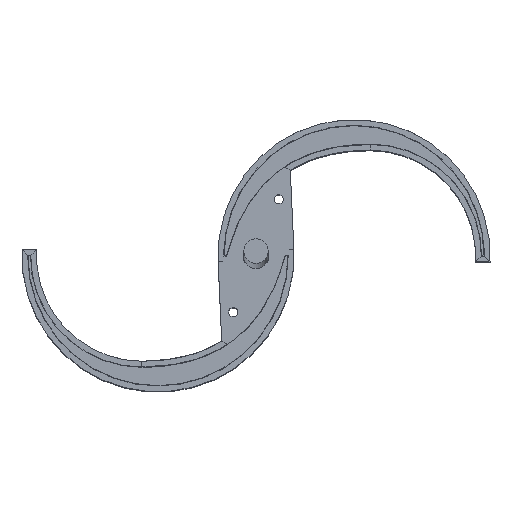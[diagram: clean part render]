
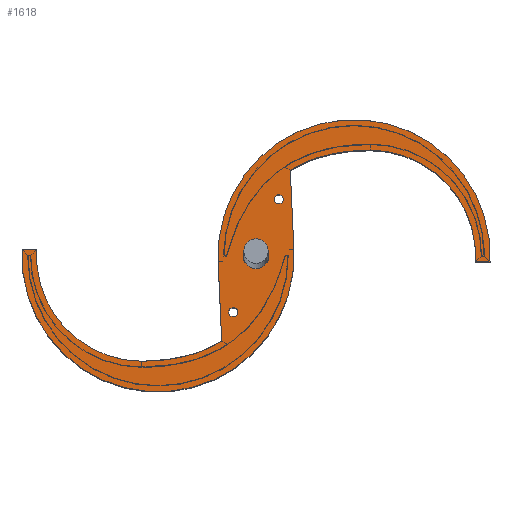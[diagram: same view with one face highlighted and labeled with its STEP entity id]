
A CAD part, top view. The second image highlights one B-rep face of the part: STEP entity #1618.
In plain terms, the highlighted planar face has unit normal (0, 0, 1).
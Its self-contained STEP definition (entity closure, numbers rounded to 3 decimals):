
#60=FACE_BOUND('',#331,.T.);
#61=FACE_BOUND('',#332,.T.);
#62=FACE_BOUND('',#333,.T.);
#122=CIRCLE('',#1727,44.75);
#123=CIRCLE('',#1730,34.7);
#135=CIRCLE('',#1754,1.5);
#136=CIRCLE('',#1756,1.5);
#137=CIRCLE('',#1758,4.25);
#138=CIRCLE('',#1760,34.7);
#139=CIRCLE('',#1763,44.75);
#228=FACE_OUTER_BOUND('',#330,.T.);
#330=EDGE_LOOP('',(#1232,#1233,#1234,#1235,#1236,#1237,#1238,#1239,#1240,
#1241));
#331=EDGE_LOOP('',(#1242));
#332=EDGE_LOOP('',(#1243));
#333=EDGE_LOOP('',(#1244));
#417=B_SPLINE_CURVE_WITH_KNOTS('',3,(#2545,#2546,#2547,#2548,#2549,#2550,
#2551),.UNSPECIFIED.,.F.,.F.,(4,3,4),(-0.433,-0.066,
0.),.UNSPECIFIED.);
#424=B_SPLINE_CURVE_WITH_KNOTS('',3,(#2716,#2717,#2718,#2719,#2720,#2721,
#2722),.UNSPECIFIED.,.F.,.F.,(4,3,4),(-0.433,-0.066,
0.),.UNSPECIFIED.);
#454=LINE('',#2519,#576);
#458=LINE('',#2528,#580);
#482=LINE('',#2726,#604);
#485=LINE('',#2733,#607);
#576=VECTOR('',#1925,10.);
#580=VECTOR('',#1935,10.);
#604=VECTOR('',#2025,10.);
#607=VECTOR('',#2034,10.);
#705=VERTEX_POINT('',#2516);
#706=VERTEX_POINT('',#2518);
#707=VERTEX_POINT('',#2522);
#708=VERTEX_POINT('',#2526);
#709=VERTEX_POINT('',#2543);
#710=VERTEX_POINT('',#2553);
#734=VERTEX_POINT('',#2686);
#735=VERTEX_POINT('',#2690);
#736=VERTEX_POINT('',#2694);
#737=VERTEX_POINT('',#2698);
#738=VERTEX_POINT('',#2715);
#739=VERTEX_POINT('',#2725);
#740=VERTEX_POINT('',#2729);
#864=EDGE_CURVE('',#706,#705,#454,.T.);
#867=EDGE_CURVE('',#705,#707,#122,.T.);
#869=EDGE_CURVE('',#707,#708,#458,.T.);
#871=EDGE_CURVE('',#708,#709,#417,.T.);
#873=EDGE_CURVE('',#709,#710,#123,.T.);
#907=EDGE_CURVE('',#734,#734,#135,.T.);
#909=EDGE_CURVE('',#735,#735,#136,.T.);
#911=EDGE_CURVE('',#736,#736,#137,.T.);
#913=EDGE_CURVE('',#737,#706,#138,.T.);
#915=EDGE_CURVE('',#738,#737,#424,.T.);
#917=EDGE_CURVE('',#739,#738,#482,.T.);
#919=EDGE_CURVE('',#740,#739,#139,.T.);
#921=EDGE_CURVE('',#710,#740,#485,.T.);
#1232=ORIENTED_EDGE('',*,*,#864,.T.);
#1233=ORIENTED_EDGE('',*,*,#867,.T.);
#1234=ORIENTED_EDGE('',*,*,#869,.T.);
#1235=ORIENTED_EDGE('',*,*,#871,.T.);
#1236=ORIENTED_EDGE('',*,*,#873,.T.);
#1237=ORIENTED_EDGE('',*,*,#921,.T.);
#1238=ORIENTED_EDGE('',*,*,#919,.T.);
#1239=ORIENTED_EDGE('',*,*,#917,.T.);
#1240=ORIENTED_EDGE('',*,*,#915,.T.);
#1241=ORIENTED_EDGE('',*,*,#913,.T.);
#1242=ORIENTED_EDGE('',*,*,#911,.T.);
#1243=ORIENTED_EDGE('',*,*,#909,.T.);
#1244=ORIENTED_EDGE('',*,*,#907,.T.);
#1550=PLANE('',#1765);
#1618=ADVANCED_FACE('',(#228,#60,#61,#62),#1550,.T.);
#1727=AXIS2_PLACEMENT_3D('',#2524,#1930,#1931);
#1730=AXIS2_PLACEMENT_3D('',#2555,#1940,#1941);
#1754=AXIS2_PLACEMENT_3D('',#2687,#2004,#2005);
#1756=AXIS2_PLACEMENT_3D('',#2691,#2009,#2010);
#1758=AXIS2_PLACEMENT_3D('',#2695,#2014,#2015);
#1760=AXIS2_PLACEMENT_3D('',#2699,#2019,#2020);
#1763=AXIS2_PLACEMENT_3D('',#2730,#2029,#2030);
#1765=AXIS2_PLACEMENT_3D('',#2734,#2035,#2036);
#1925=DIRECTION('',(-1.,0.,0.));
#1930=DIRECTION('center_axis',(0.,0.,1.));
#1931=DIRECTION('ref_axis',(-0.999,0.045,0.));
#1935=DIRECTION('',(-0.045,0.999,0.));
#1940=DIRECTION('center_axis',(0.,0.,-1.));
#1941=DIRECTION('ref_axis',(0.998,-0.058,0.));
#2004=DIRECTION('center_axis',(0.,0.,-1.));
#2005=DIRECTION('ref_axis',(1.,0.,0.));
#2009=DIRECTION('center_axis',(0.,0.,-1.));
#2010=DIRECTION('ref_axis',(1.,0.,0.));
#2014=DIRECTION('center_axis',(0.,0.,-1.));
#2015=DIRECTION('ref_axis',(1.,0.,0.));
#2019=DIRECTION('center_axis',(0.,0.,-1.));
#2020=DIRECTION('ref_axis',(-0.998,0.058,0.));
#2025=DIRECTION('',(0.045,-0.999,0.));
#2029=DIRECTION('center_axis',(0.,0.,1.));
#2030=DIRECTION('ref_axis',(0.999,-0.045,0.));
#2034=DIRECTION('',(1.,0.,0.));
#2035=DIRECTION('center_axis',(0.,0.,1.));
#2036=DIRECTION('ref_axis',(1.,0.,0.));
#2516=CARTESIAN_POINT('',(-76.955,2.,129.482));
#2518=CARTESIAN_POINT('',(-72.142,2.,129.482));
#2519=CARTESIAN_POINT('',(-72.142,2.,129.482));
#2522=CARTESIAN_POINT('',(12.455,2.,129.482));
#2524=CARTESIAN_POINT('Origin',(-32.25,0.,129.482));
#2526=CARTESIAN_POINT('',(11.287,28.119,129.482));
#2528=CARTESIAN_POINT('',(12.455,2.,129.482));
#2543=CARTESIAN_POINT('',(37.5,34.7,129.482));
#2545=CARTESIAN_POINT('Ctrl Pts',(11.287,28.119,129.482));
#2546=CARTESIAN_POINT('Ctrl Pts',(17.207,31.822,129.482));
#2547=CARTESIAN_POINT('Ctrl Pts',(24.341,33.97,129.482));
#2548=CARTESIAN_POINT('Ctrl Pts',(32.812,34.545,129.482));
#2549=CARTESIAN_POINT('Ctrl Pts',(34.332,34.648,129.482));
#2550=CARTESIAN_POINT('Ctrl Pts',(35.895,34.7,129.482));
#2551=CARTESIAN_POINT('Ctrl Pts',(37.5,34.7,129.482));
#2553=CARTESIAN_POINT('',(72.142,-2.,129.482));
#2555=CARTESIAN_POINT('Origin',(37.5,0.,129.482));
#2686=CARTESIAN_POINT('',(-8.992,-18.544,129.482));
#2687=CARTESIAN_POINT('Origin',(-7.492,-18.544,129.482));
#2690=CARTESIAN_POINT('',(5.992,18.544,129.482));
#2691=CARTESIAN_POINT('Origin',(7.492,18.544,129.482));
#2694=CARTESIAN_POINT('',(-4.25,0.,129.482));
#2695=CARTESIAN_POINT('Origin',(0.,0.,129.482));
#2698=CARTESIAN_POINT('',(-37.5,-34.7,129.482));
#2699=CARTESIAN_POINT('Origin',(-37.5,0.,129.482));
#2715=CARTESIAN_POINT('',(-11.287,-28.119,129.482));
#2716=CARTESIAN_POINT('Ctrl Pts',(-11.287,-28.119,129.482));
#2717=CARTESIAN_POINT('Ctrl Pts',(-17.207,-31.822,129.482));
#2718=CARTESIAN_POINT('Ctrl Pts',(-24.341,-33.97,129.482));
#2719=CARTESIAN_POINT('Ctrl Pts',(-32.812,-34.545,129.482));
#2720=CARTESIAN_POINT('Ctrl Pts',(-34.332,-34.648,129.482));
#2721=CARTESIAN_POINT('Ctrl Pts',(-35.895,-34.7,129.482));
#2722=CARTESIAN_POINT('Ctrl Pts',(-37.5,-34.7,129.482));
#2725=CARTESIAN_POINT('',(-12.455,-2.,129.482));
#2726=CARTESIAN_POINT('',(-12.455,-2.,129.482));
#2729=CARTESIAN_POINT('',(76.955,-2.,129.482));
#2730=CARTESIAN_POINT('Origin',(32.25,0.,129.482));
#2733=CARTESIAN_POINT('',(72.142,-2.,129.482));
#2734=CARTESIAN_POINT('Origin',(0.,0.,129.482));
